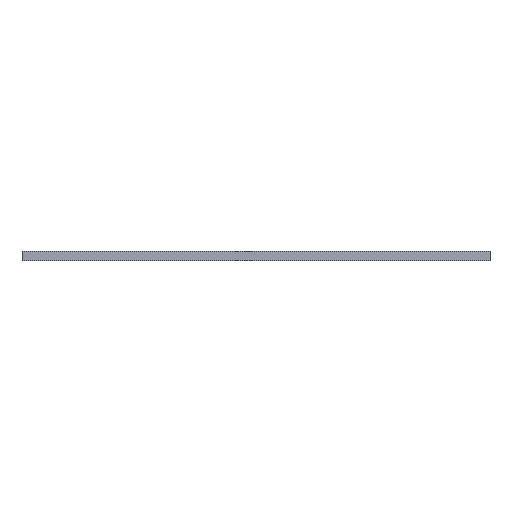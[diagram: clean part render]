
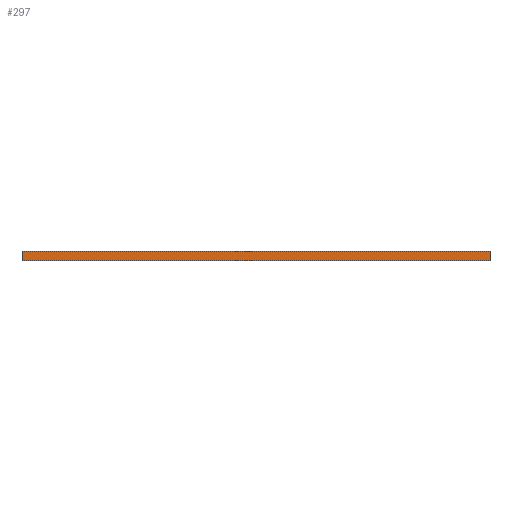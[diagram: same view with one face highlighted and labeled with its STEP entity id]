
A CAD part, front view. The second image highlights one B-rep face of the part: STEP entity #297.
In plain terms, the highlighted planar face has unit normal (0, -1, 0).
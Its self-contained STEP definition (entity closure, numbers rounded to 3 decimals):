
#75 = EDGE_LOOP ( 'NONE', ( #801, #372, #147, #101 ) ) ;
#101 = ORIENTED_EDGE ( 'NONE', *, *, #1682, .T. ) ;
#147 = ORIENTED_EDGE ( 'NONE', *, *, #153, .F. ) ;
#153 = EDGE_CURVE ( 'NONE', #601, #1280, #1264, .T. ) ;
#165 = VECTOR ( 'NONE', #224, 1000. ) ;
#178 = EDGE_CURVE ( 'NONE', #1280, #738, #871, .T. ) ;
#186 = PLANE ( 'NONE',  #1582 ) ;
#224 = DIRECTION ( 'NONE',  ( 1., 0., 0. ) ) ;
#263 = VECTOR ( 'NONE', #2203, 1000. ) ;
#272 = CARTESIAN_POINT ( 'NONE',  ( 95., -205.288, 2. ) ) ;
#297 = ADVANCED_FACE ( 'NONE', ( #2271 ), #186, .F. ) ;
#372 = ORIENTED_EDGE ( 'NONE', *, *, #178, .F. ) ;
#577 = CARTESIAN_POINT ( 'NONE',  ( 95., -205.288, 0. ) ) ;
#601 = VERTEX_POINT ( 'NONE', #1089 ) ;
#686 = LINE ( 'NONE', #1094, #165 ) ;
#738 = VERTEX_POINT ( 'NONE', #577 ) ;
#797 = DIRECTION ( 'NONE',  ( -1., 0., 0. ) ) ;
#801 = ORIENTED_EDGE ( 'NONE', *, *, #1739, .T. ) ;
#871 = LINE ( 'NONE', #2216, #263 ) ;
#886 = LINE ( 'NONE', #1984, #1215 ) ;
#900 = CARTESIAN_POINT ( 'NONE',  ( 95., -205.288, 2. ) ) ;
#1089 = CARTESIAN_POINT ( 'NONE',  ( -3., -205.288, 2. ) ) ;
#1094 = CARTESIAN_POINT ( 'NONE',  ( 95., -205.288, 0. ) ) ;
#1215 = VECTOR ( 'NONE', #2016, 1000. ) ;
#1264 = LINE ( 'NONE', #900, #2257 ) ;
#1280 = VERTEX_POINT ( 'NONE', #272 ) ;
#1477 = VERTEX_POINT ( 'NONE', #2302 ) ;
#1582 = AXIS2_PLACEMENT_3D ( 'NONE', #1921, #1689, #797 ) ;
#1643 = DIRECTION ( 'NONE',  ( 1., 0., 0. ) ) ;
#1682 = EDGE_CURVE ( 'NONE', #601, #1477, #886, .T. ) ;
#1689 = DIRECTION ( 'NONE',  ( 0., 1., 0. ) ) ;
#1739 = EDGE_CURVE ( 'NONE', #1477, #738, #686, .T. ) ;
#1921 = CARTESIAN_POINT ( 'NONE',  ( 95., -205.288, 2. ) ) ;
#1984 = CARTESIAN_POINT ( 'NONE',  ( -3., -205.288, 2. ) ) ;
#2016 = DIRECTION ( 'NONE',  ( 0., 0., -1. ) ) ;
#2203 = DIRECTION ( 'NONE',  ( 0., 0., -1. ) ) ;
#2216 = CARTESIAN_POINT ( 'NONE',  ( 95., -205.288, 2. ) ) ;
#2257 = VECTOR ( 'NONE', #1643, 1000. ) ;
#2271 = FACE_OUTER_BOUND ( 'NONE', #75, .T. ) ;
#2302 = CARTESIAN_POINT ( 'NONE',  ( -3., -205.288, 0. ) ) ;
